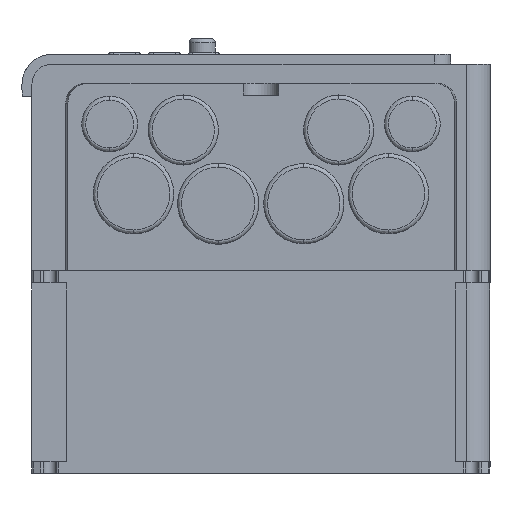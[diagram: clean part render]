
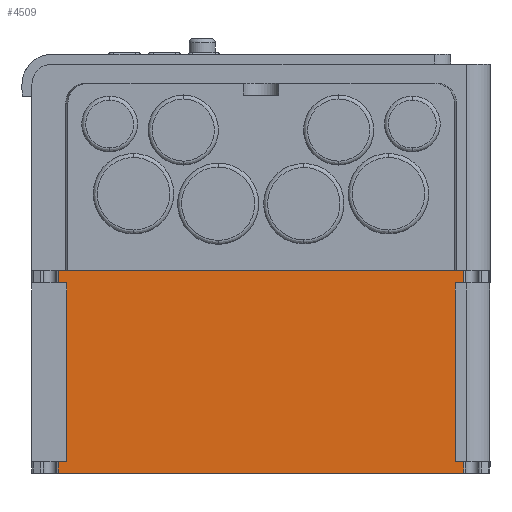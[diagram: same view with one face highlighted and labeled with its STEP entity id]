
A CAD part, front view. The second image highlights one B-rep face of the part: STEP entity #4509.
In plain terms, the highlighted planar face has unit normal (0, -1, 0).
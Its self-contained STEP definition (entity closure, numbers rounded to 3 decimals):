
#94 = DIRECTION ( 'NONE',  ( -1., 0., 0. ) ) ;
#158 = EDGE_CURVE ( 'NONE', #3541, #10426, #6306, .T. ) ;
#272 = CARTESIAN_POINT ( 'NONE',  ( 101.75, -180., 6.5 ) ) ;
#552 = ORIENTED_EDGE ( 'NONE', *, *, #16153, .T. ) ;
#609 = ORIENTED_EDGE ( 'NONE', *, *, #14678, .T. ) ;
#703 = LINE ( 'NONE', #2708, #8894 ) ;
#926 = CARTESIAN_POINT ( 'NONE',  ( 97.14, -180., 6.5 ) ) ;
#1019 = VERTEX_POINT ( 'NONE', #11215 ) ;
#1256 = DIRECTION ( 'NONE',  ( 0., 0., -1. ) ) ;
#1503 = CARTESIAN_POINT ( 'NONE',  ( -101.75, -180., 0.2 ) ) ;
#1520 = LINE ( 'NONE', #13122, #15138 ) ;
#1660 = DIRECTION ( 'NONE',  ( 1., 0., 0. ) ) ;
#1740 = CARTESIAN_POINT ( 'NONE',  ( 102.779, -180., -95.4 ) ) ;
#1775 = DIRECTION ( 'NONE',  ( 0., 0., -1. ) ) ;
#1816 = CARTESIAN_POINT ( 'NONE',  ( -101.75, -180., 0.2 ) ) ;
#2191 = CARTESIAN_POINT ( 'NONE',  ( -96.953, -180., 6.5 ) ) ;
#2208 = EDGE_LOOP ( 'NONE', ( #10495, #15983, #609, #8752, #14278, #2764, #13898, #7330, #8850, #8646, #552, #16652, #9356, #16635 ) ) ;
#2553 = DIRECTION ( 'NONE',  ( 0., 0., 1. ) ) ;
#2687 = VERTEX_POINT ( 'NONE', #5732 ) ;
#2708 = CARTESIAN_POINT ( 'NONE',  ( 101.75, -180., 0.2 ) ) ;
#2764 = ORIENTED_EDGE ( 'NONE', *, *, #4082, .T. ) ;
#2976 = LINE ( 'NONE', #1740, #15140 ) ;
#3147 = DIRECTION ( 'NONE',  ( 0., 0., 1. ) ) ;
#3186 = CARTESIAN_POINT ( 'NONE',  ( 97.5, -180., 0.2 ) ) ;
#3416 = EDGE_CURVE ( 'NONE', #15065, #12391, #15497, .T. ) ;
#3541 = VERTEX_POINT ( 'NONE', #17401 ) ;
#3896 = VECTOR ( 'NONE', #4957, 1000. ) ;
#4009 = CARTESIAN_POINT ( 'NONE',  ( 101.75, -180., 0.2 ) ) ;
#4050 = DIRECTION ( 'NONE',  ( 0., 0., -1. ) ) ;
#4082 = EDGE_CURVE ( 'NONE', #9547, #4352, #17422, .T. ) ;
#4091 = DIRECTION ( 'NONE',  ( 0., -1., 0. ) ) ;
#4263 = CARTESIAN_POINT ( 'NONE',  ( 101.75, -180., 6.5 ) ) ;
#4352 = VERTEX_POINT ( 'NONE', #6486 ) ;
#4405 = DIRECTION ( 'NONE',  ( -1., 0., 0. ) ) ;
#4473 = PLANE ( 'NONE',  #10214 ) ;
#4481 = EDGE_CURVE ( 'NONE', #8313, #2687, #14645, .T. ) ;
#4509 = ADVANCED_FACE ( 'NONE', ( #9181 ), #4473, .T. ) ;
#4674 = CARTESIAN_POINT ( 'NONE',  ( 101.75, -180., 0.2 ) ) ;
#4697 = VERTEX_POINT ( 'NONE', #15892 ) ;
#4810 = CARTESIAN_POINT ( 'NONE',  ( -97.5, -180., 0.2 ) ) ;
#4954 = LINE ( 'NONE', #4263, #12190 ) ;
#4957 = DIRECTION ( 'NONE',  ( 1., 0., 0. ) ) ;
#5128 = CARTESIAN_POINT ( 'NONE',  ( 101.75, -180., 0.2 ) ) ;
#5217 = EDGE_CURVE ( 'NONE', #4697, #9747, #2976, .T. ) ;
#5250 = EDGE_CURVE ( 'NONE', #11230, #4697, #7829, .T. ) ;
#5287 = DIRECTION ( 'NONE',  ( 1., 0., 0. ) ) ;
#5698 = LINE ( 'NONE', #5128, #5944 ) ;
#5732 = CARTESIAN_POINT ( 'NONE',  ( 101.75, -180., 0.2 ) ) ;
#5796 = CARTESIAN_POINT ( 'NONE',  ( 101.75, -180., 0.2 ) ) ;
#5812 = LINE ( 'NONE', #272, #5851 ) ;
#5851 = VECTOR ( 'NONE', #94, 1000. ) ;
#5896 = EDGE_CURVE ( 'NONE', #4352, #11230, #1520, .T. ) ;
#5944 = VECTOR ( 'NONE', #5287, 1000. ) ;
#6014 = VECTOR ( 'NONE', #1256, 1000. ) ;
#6021 = DIRECTION ( 'NONE',  ( 0., 0., 1. ) ) ;
#6306 = LINE ( 'NONE', #1816, #6378 ) ;
#6378 = VECTOR ( 'NONE', #1775, 1000. ) ;
#6486 = CARTESIAN_POINT ( 'NONE',  ( -97.5, -180., -89.4 ) ) ;
#6634 = EDGE_CURVE ( 'NONE', #12586, #15065, #5812, .T. ) ;
#6985 = CARTESIAN_POINT ( 'NONE',  ( -101.75, -180., 0.2 ) ) ;
#7330 = ORIENTED_EDGE ( 'NONE', *, *, #5250, .T. ) ;
#7384 = CARTESIAN_POINT ( 'NONE',  ( 101.75, -180., -89.4 ) ) ;
#7720 = EDGE_CURVE ( 'NONE', #9747, #11705, #703, .T. ) ;
#7829 = LINE ( 'NONE', #1503, #6014 ) ;
#8313 = VERTEX_POINT ( 'NONE', #11132 ) ;
#8646 = ORIENTED_EDGE ( 'NONE', *, *, #7720, .T. ) ;
#8740 = DIRECTION ( 'NONE',  ( 0., 0., -1. ) ) ;
#8752 = ORIENTED_EDGE ( 'NONE', *, *, #158, .T. ) ;
#8783 = CARTESIAN_POINT ( 'NONE',  ( -97.5, -180., 0.2 ) ) ;
#8850 = ORIENTED_EDGE ( 'NONE', *, *, #5217, .T. ) ;
#8894 = VECTOR ( 'NONE', #2553, 1000. ) ;
#9181 = FACE_OUTER_BOUND ( 'NONE', #2208, .T. ) ;
#9356 = ORIENTED_EDGE ( 'NONE', *, *, #4481, .T. ) ;
#9547 = VERTEX_POINT ( 'NONE', #4810 ) ;
#9747 = VERTEX_POINT ( 'NONE', #9921 ) ;
#9921 = CARTESIAN_POINT ( 'NONE',  ( 101.75, -180., -95.4 ) ) ;
#10046 = LINE ( 'NONE', #3186, #16837 ) ;
#10214 = AXIS2_PLACEMENT_3D ( 'NONE', #4009, #4091, #4050 ) ;
#10426 = VERTEX_POINT ( 'NONE', #6985 ) ;
#10495 = ORIENTED_EDGE ( 'NONE', *, *, #6634, .T. ) ;
#11132 = CARTESIAN_POINT ( 'NONE',  ( 97.5, -180., 0.2 ) ) ;
#11215 = CARTESIAN_POINT ( 'NONE',  ( 97.5, -180., -89.4 ) ) ;
#11230 = VERTEX_POINT ( 'NONE', #11488 ) ;
#11488 = CARTESIAN_POINT ( 'NONE',  ( -101.75, -180., -89.4 ) ) ;
#11526 = VECTOR ( 'NONE', #16393, 1000. ) ;
#11705 = VERTEX_POINT ( 'NONE', #7384 ) ;
#11895 = EDGE_CURVE ( 'NONE', #2687, #12586, #12125, .T. ) ;
#11972 = EDGE_CURVE ( 'NONE', #10426, #9547, #5698, .T. ) ;
#12125 = LINE ( 'NONE', #5796, #16535 ) ;
#12190 = VECTOR ( 'NONE', #4405, 1000. ) ;
#12391 = VERTEX_POINT ( 'NONE', #2191 ) ;
#12586 = VERTEX_POINT ( 'NONE', #13595 ) ;
#12671 = DIRECTION ( 'NONE',  ( -1., 0., 0. ) ) ;
#13122 = CARTESIAN_POINT ( 'NONE',  ( 101.75, -180., -89.4 ) ) ;
#13595 = CARTESIAN_POINT ( 'NONE',  ( 101.75, -180., 6.5 ) ) ;
#13609 = VECTOR ( 'NONE', #16036, 1000. ) ;
#13898 = ORIENTED_EDGE ( 'NONE', *, *, #5896, .T. ) ;
#14203 = VECTOR ( 'NONE', #8740, 1000. ) ;
#14278 = ORIENTED_EDGE ( 'NONE', *, *, #11972, .T. ) ;
#14645 = LINE ( 'NONE', #4674, #3896 ) ;
#14678 = EDGE_CURVE ( 'NONE', #12391, #3541, #4954, .T. ) ;
#14807 = CARTESIAN_POINT ( 'NONE',  ( 101.75, -180., -89.4 ) ) ;
#15065 = VERTEX_POINT ( 'NONE', #926 ) ;
#15086 = LINE ( 'NONE', #14807, #11526 ) ;
#15138 = VECTOR ( 'NONE', #12671, 1000. ) ;
#15140 = VECTOR ( 'NONE', #1660, 1000. ) ;
#15497 = LINE ( 'NONE', #15991, #13609 ) ;
#15892 = CARTESIAN_POINT ( 'NONE',  ( -101.75, -180., -95.4 ) ) ;
#15939 = EDGE_CURVE ( 'NONE', #1019, #8313, #10046, .T. ) ;
#15983 = ORIENTED_EDGE ( 'NONE', *, *, #3416, .T. ) ;
#15991 = CARTESIAN_POINT ( 'NONE',  ( 101.75, -180., 6.5 ) ) ;
#16036 = DIRECTION ( 'NONE',  ( -1., 0., 0. ) ) ;
#16153 = EDGE_CURVE ( 'NONE', #11705, #1019, #15086, .T. ) ;
#16393 = DIRECTION ( 'NONE',  ( -1., 0., 0. ) ) ;
#16535 = VECTOR ( 'NONE', #6021, 1000. ) ;
#16635 = ORIENTED_EDGE ( 'NONE', *, *, #11895, .T. ) ;
#16652 = ORIENTED_EDGE ( 'NONE', *, *, #15939, .T. ) ;
#16837 = VECTOR ( 'NONE', #3147, 1000. ) ;
#17401 = CARTESIAN_POINT ( 'NONE',  ( -101.75, -180., 6.5 ) ) ;
#17422 = LINE ( 'NONE', #8783, #14203 ) ;
